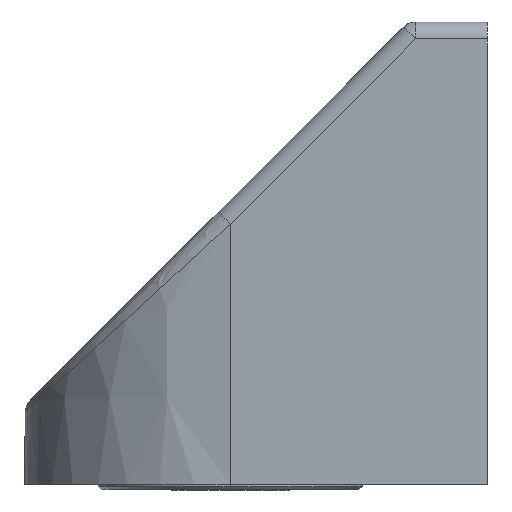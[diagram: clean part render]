
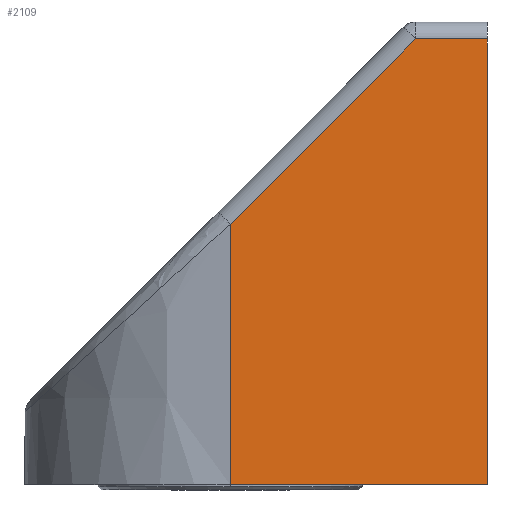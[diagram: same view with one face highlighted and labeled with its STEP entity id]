
A CAD part, front view. The second image highlights one B-rep face of the part: STEP entity #2109.
In plain terms, the highlighted planar face has unit normal (0, -1, 0.009).
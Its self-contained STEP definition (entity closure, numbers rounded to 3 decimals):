
#103 = PLANE ( 'NONE',  #2070 ) ;
#167 = EDGE_CURVE ( 'NONE', #1248, #2742, #1196, .T. ) ;
#243 = EDGE_CURVE ( 'NONE', #3027, #1248, #2541, .T. ) ;
#257 = CARTESIAN_POINT ( 'NONE',  ( -45.756, -29.382, -18. ) ) ;
#264 = VECTOR ( 'NONE', #2805, 1000. ) ;
#382 = DIRECTION ( 'NONE',  ( 1., 0., 0. ) ) ;
#414 = EDGE_CURVE ( 'NONE', #3230, #3027, #1810, .T. ) ;
#516 = EDGE_LOOP ( 'NONE', ( #3123, #1708, #2098, #2768, #2266 ) ) ;
#571 = EDGE_CURVE ( 'NONE', #2742, #3181, #2192, .T. ) ;
#744 = CARTESIAN_POINT ( 'NONE',  ( -30.756, -29.382, -18. ) ) ;
#756 = DIRECTION ( 'NONE',  ( 0., 0.009, 1. ) ) ;
#932 = CARTESIAN_POINT ( 'NONE',  ( -45.756, -29.249, -2.789 ) ) ;
#970 = CARTESIAN_POINT ( 'NONE',  ( -34.958, -29.155, 8.009 ) ) ;
#1045 = CARTESIAN_POINT ( 'NONE',  ( -45.756, -29.382, -18. ) ) ;
#1084 = DIRECTION ( 'NONE',  ( -0.707, -0.006, -0.707 ) ) ;
#1095 = DIRECTION ( 'NONE',  ( -1., 0., 0. ) ) ;
#1183 = CARTESIAN_POINT ( 'NONE',  ( -30.756, -29.155, 8.009 ) ) ;
#1196 = LINE ( 'NONE', #2588, #1896 ) ;
#1248 = VERTEX_POINT ( 'NONE', #970 ) ;
#1346 = CARTESIAN_POINT ( 'NONE',  ( -30.756, -29.155, 8.009 ) ) ;
#1377 = CARTESIAN_POINT ( 'NONE',  ( -30.756, -29.382, -18. ) ) ;
#1640 = DIRECTION ( 'NONE',  ( 0., -0.009, -1. ) ) ;
#1708 = ORIENTED_EDGE ( 'NONE', *, *, #2868, .T. ) ;
#1810 = LINE ( 'NONE', #744, #2382 ) ;
#1896 = VECTOR ( 'NONE', #1084, 1000. ) ;
#2070 = AXIS2_PLACEMENT_3D ( 'NONE', #1377, #3132, #1640 ) ;
#2098 = ORIENTED_EDGE ( 'NONE', *, *, #414, .T. ) ;
#2109 = ADVANCED_FACE ( 'NONE', ( #2610 ), #103, .T. ) ;
#2154 = CARTESIAN_POINT ( 'NONE',  ( -30.756, -29.382, -18. ) ) ;
#2192 = LINE ( 'NONE', #1045, #264 ) ;
#2266 = ORIENTED_EDGE ( 'NONE', *, *, #167, .T. ) ;
#2308 = VECTOR ( 'NONE', #382, 1000. ) ;
#2382 = VECTOR ( 'NONE', #756, 1000. ) ;
#2459 = VECTOR ( 'NONE', #1095, 1000. ) ;
#2541 = LINE ( 'NONE', #1346, #2459 ) ;
#2588 = CARTESIAN_POINT ( 'NONE',  ( -34.958, -29.155, 8.009 ) ) ;
#2610 = FACE_OUTER_BOUND ( 'NONE', #516, .T. ) ;
#2742 = VERTEX_POINT ( 'NONE', #932 ) ;
#2768 = ORIENTED_EDGE ( 'NONE', *, *, #243, .T. ) ;
#2782 = CARTESIAN_POINT ( 'NONE',  ( -30.756, -29.382, -18. ) ) ;
#2805 = DIRECTION ( 'NONE',  ( 0., -0.009, -1. ) ) ;
#2868 = EDGE_CURVE ( 'NONE', #3181, #3230, #2961, .T. ) ;
#2961 = LINE ( 'NONE', #2154, #2308 ) ;
#3027 = VERTEX_POINT ( 'NONE', #1183 ) ;
#3123 = ORIENTED_EDGE ( 'NONE', *, *, #571, .T. ) ;
#3132 = DIRECTION ( 'NONE',  ( 0., -1., 0.009 ) ) ;
#3181 = VERTEX_POINT ( 'NONE', #257 ) ;
#3230 = VERTEX_POINT ( 'NONE', #2782 ) ;
